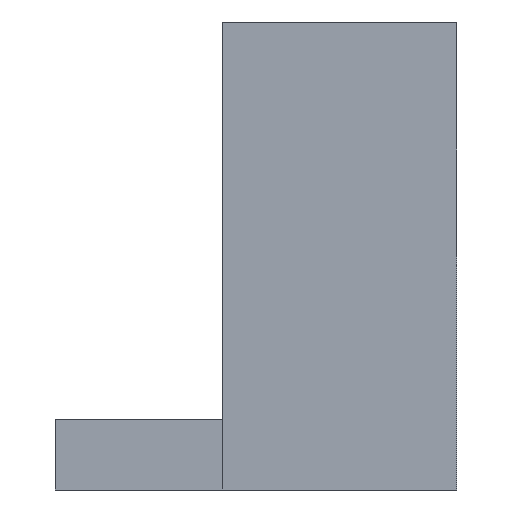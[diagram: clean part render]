
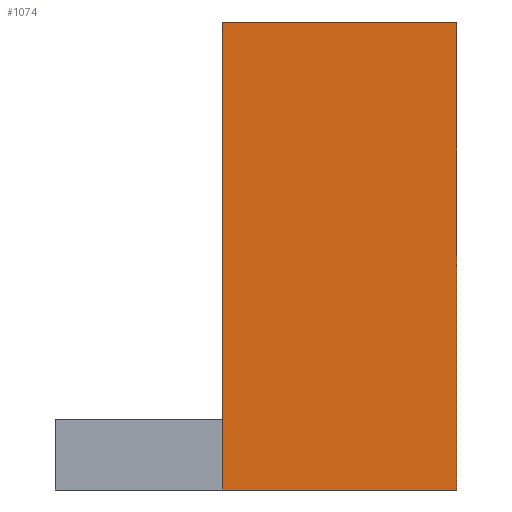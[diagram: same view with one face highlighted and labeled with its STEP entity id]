
A CAD part, front view. The second image highlights one B-rep face of the part: STEP entity #1074.
In plain terms, the highlighted planar face has unit normal (0, -1, 0).
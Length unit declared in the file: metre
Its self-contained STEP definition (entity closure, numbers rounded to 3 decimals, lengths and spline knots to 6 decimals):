
#91=ORIENTED_EDGE('',*,*,#420,.F.);
#92=ORIENTED_EDGE('',*,*,#421,.F.);
#93=ORIENTED_EDGE('',*,*,#422,.T.);
#94=ORIENTED_EDGE('',*,*,#416,.T.);
#416=EDGE_CURVE('',#582,#581,#691,.T.);
#420=EDGE_CURVE('',#584,#581,#695,.T.);
#421=EDGE_CURVE('',#585,#584,#696,.T.);
#422=EDGE_CURVE('',#585,#582,#697,.T.);
#581=VERTEX_POINT('',#1585);
#582=VERTEX_POINT('',#1587);
#584=VERTEX_POINT('',#1594);
#585=VERTEX_POINT('',#1596);
#691=LINE('',#1586,#810);
#695=LINE('',#1593,#814);
#696=LINE('',#1595,#815);
#697=LINE('',#1597,#816);
#810=VECTOR('',#1256,1.);
#814=VECTOR('',#1262,1.);
#815=VECTOR('',#1263,1.);
#816=VECTOR('',#1264,1.);
#926=EDGE_LOOP('',(#91,#92,#93,#94));
#983=FACE_BOUND('',#926,.T.);
#1040=PLANE('',#1144);
#1074=ADVANCED_FACE('',(#983),#1040,.T.);
#1144=AXIS2_PLACEMENT_3D('',#1592,#1260,#1261);
#1256=DIRECTION('',(0.,0.,-1.));
#1260=DIRECTION('',(0.,-1.,0.));
#1261=DIRECTION('',(1.,0.,0.));
#1262=DIRECTION('',(-1.,0.,0.));
#1263=DIRECTION('',(0.,0.,-1.));
#1264=DIRECTION('',(-1.,0.,0.));
#1585=CARTESIAN_POINT('',(-0.00889,0.00635,0.));
#1586=CARTESIAN_POINT('',(-0.00889,0.00635,0.0127));
#1587=CARTESIAN_POINT('',(-0.00889,0.00635,0.0127));
#1592=CARTESIAN_POINT('',(-0.005715,0.00635,0.0127));
#1593=CARTESIAN_POINT('',(-0.005715,0.00635,0.));
#1594=CARTESIAN_POINT('',(-0.00254,0.00635,0.));
#1595=CARTESIAN_POINT('',(-0.00254,0.00635,0.0127));
#1596=CARTESIAN_POINT('',(-0.00254,0.00635,0.0127));
#1597=CARTESIAN_POINT('',(-0.005715,0.00635,0.0127));
